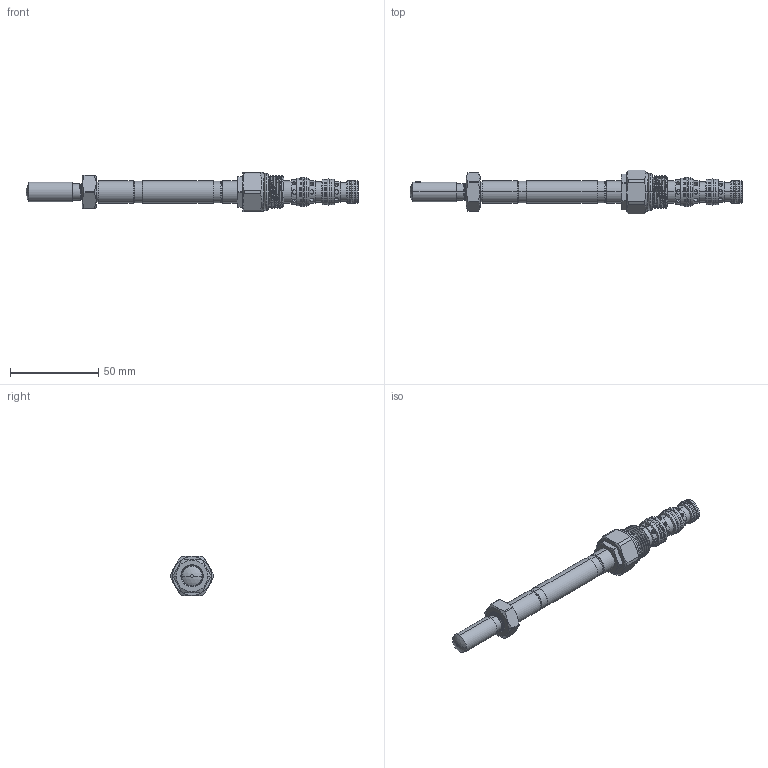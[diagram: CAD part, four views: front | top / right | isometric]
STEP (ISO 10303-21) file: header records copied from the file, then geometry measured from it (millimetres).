
FILE_DESCRIPTION (( 'STEP AP203' ), '1' );
FILE_NAME ('ES08W4A27D05-1.STEP', '2021-06-02T02:46:53', ( '' ), ( '' ), 'SwSTEP 2.0', 'SolidWorks 2018', '' );
FILE_SCHEMA (( 'CONFIG_CONTROL_DESIGN' ));
Length unit declared in the file: millimetre
Products named in the file (1): ES08W4A27D05-1
Bounding box: 188.35 x 24.59 x 22.22 mm (x, y, z)
Volume: 29343.8 mm3; surface area: 13160.2 mm2
Topology: 5 solids, 5 shells, 393 faces, 1001 edges, 642 vertices
Faces by surface type: cylinder 215, plane 67, cone 65, torus 22, bspline 22, sphere 2
Entity records: 22557 total; most frequent: CARTESIAN_POINT 13631, ORIENTED_EDGE 2002, DIRECTION 1681, EDGE_CURVE 1001, AXIS2_PLACEMENT_3D 700, VERTEX_POINT 642, EDGE_LOOP 427, ADVANCED_FACE 393
